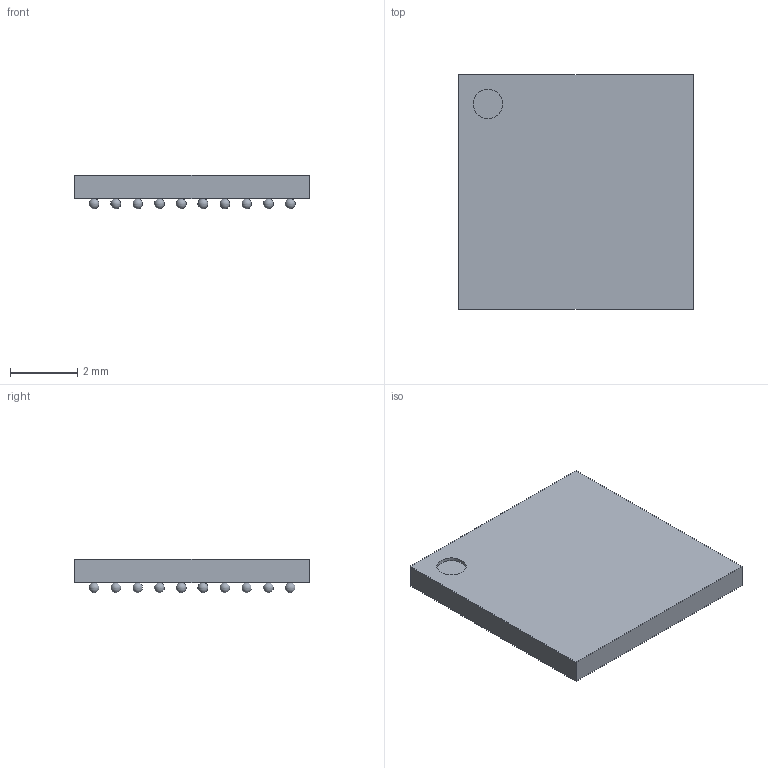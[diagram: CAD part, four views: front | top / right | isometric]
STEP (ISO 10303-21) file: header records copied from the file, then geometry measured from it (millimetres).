
FILE_DESCRIPTION(('FreeCAD Model'),'2;1');
FILE_NAME('1149765.4.1.stp','2022-06-06T07:24:23',( 'Author'),(''),'Open CASCADE STEP processor 6.9','FreeCAD','Unknown' );
FILE_SCHEMA(('AUTOMOTIVE_DESIGN { 1 0 10303 214 1 1 1 1 }'));
Length unit declared in the file: millimetre
Products named in the file (82): ASSEMBLY; A1; A2; A3; A4; A5; A6; A7; A8; A9; A10; B1; B2; B3; B4; B5; B6; B7; B8; B9; B10; C1; C2; C9; C10; D1; D2; D4; D5; D6; D7; D9; D10; E1; E2; E4; E5; E6; E7; E9 ...
Assembly tree (81 placements, depth 2):
  ASSEMBLY
    A1
    A2
    A3
    A4
    A5
    A6
    A7
    A8
    A9
    A10
    B1
    B2
    B3
    B4
    B5
    B6
    B7
    B8
    B9
    B10
    C1
    C2
    C9
    C10
    D1
    D2
    D4
    D5
    D6
    D7
    D9
    D10
    E1
    E2
    E4
    E5
    E6
    E7
    E9
    E10
    F1
    F2
    F4
    F5
    F6
    F7
    F9
    F10
    G1
    G2
    G4
    G5
    G6
    G7
    G9
    G10
    H1
    H2
    H9
Bounding box: 7 x 7 x 1 mm (x, y, z)
Volume: 35.4 mm3; surface area: 140.5 mm2
Topology: 81 solids, 81 shells, 88 faces, 255 edges, 170 vertices
Faces by surface type: sphere 80, plane 7, cylinder 1
Full cylindrical faces by diameter (mm): 0.875 x1
Entity records: 3636 total; most frequent: DIRECTION 387, CARTESIAN_POINT 305, AXIS2_PLACEMENT_3D 172, PRODUCT_DEFINITION_SHAPE 163, VERTEX_POINT 90, FACE_BOUND 89, ADVANCED_FACE 88, SHAPE_DEFINITION_REPRESENTATION 82
